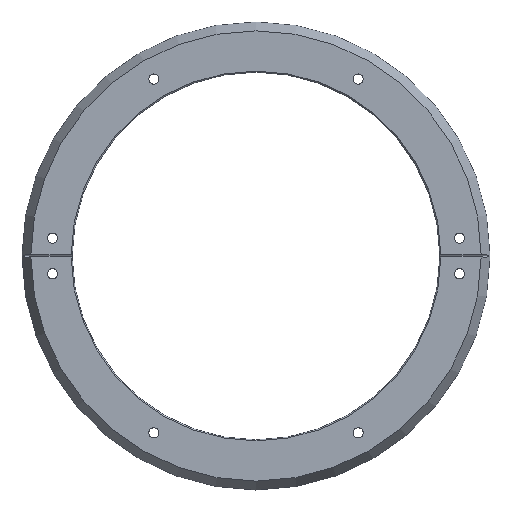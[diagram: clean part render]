
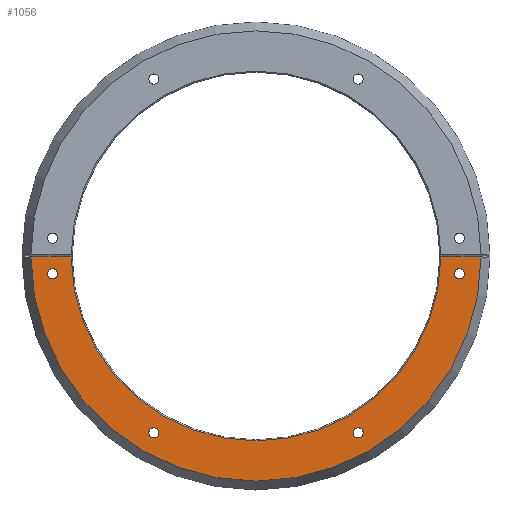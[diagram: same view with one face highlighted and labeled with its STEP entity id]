
A CAD part, top view. The second image highlights one B-rep face of the part: STEP entity #1056.
In plain terms, the highlighted planar face has unit normal (0, 0, 1).
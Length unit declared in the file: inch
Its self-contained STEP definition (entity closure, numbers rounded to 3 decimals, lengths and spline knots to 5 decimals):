
#11 = AXIS2_PLACEMENT_3D ( 'NONE', #1135, #994, #1374 ) ;
#17 = DIRECTION ( 'NONE',  ( 1., 0., 0. ) ) ;
#30 = DIRECTION ( 'NONE',  ( 1., 0., 0. ) ) ;
#34 = AXIS2_PLACEMENT_3D ( 'NONE', #1170, #1296, #571 ) ;
#51 = CARTESIAN_POINT ( 'NONE',  ( 3.28125, -5.41266, 0. ) ) ;
#69 = CARTESIAN_POINT ( 'NONE',  ( -5.65616, -0.03125, 0. ) ) ;
#76 = ORIENTED_EDGE ( 'NONE', *, *, #1554, .F. ) ;
#122 = VERTEX_POINT ( 'NONE', #69 ) ;
#128 = EDGE_LOOP ( 'NONE', ( #603, #178, #1422, #76 ) ) ;
#130 = CARTESIAN_POINT ( 'NONE',  ( -3.125, -5.41266, 0. ) ) ;
#140 = DIRECTION ( 'NONE',  ( 1., 0., 0. ) ) ;
#172 = AXIS2_PLACEMENT_3D ( 'NONE', #1084, #1318, #17 ) ;
#178 = ORIENTED_EDGE ( 'NONE', *, *, #1272, .F. ) ;
#254 = CARTESIAN_POINT ( 'NONE',  ( 0., 0., 0. ) ) ;
#257 = ORIENTED_EDGE ( 'NONE', *, *, #1049, .F. ) ;
#271 = AXIS2_PLACEMENT_3D ( 'NONE', #1377, #797, #448 ) ;
#277 = EDGE_CURVE ( 'NONE', #1544, #1506, #288, .T. ) ;
#288 = CIRCLE ( 'NONE', #524, 6.88865 ) ;
#297 = CARTESIAN_POINT ( 'NONE',  ( 2.96875, -5.41266, 0. ) ) ;
#298 = LINE ( 'NONE', #844, #1403 ) ;
#305 = CARTESIAN_POINT ( 'NONE',  ( 6.38247, -0.54472, 0. ) ) ;
#308 = DIRECTION ( 'NONE',  ( 1., 0., 0. ) ) ;
#312 = DIRECTION ( 'NONE',  ( 0., 0., 1. ) ) ;
#337 = CIRCLE ( 'NONE', #11, 0.15625 ) ;
#339 = DIRECTION ( 'NONE',  ( 1., 0., 0. ) ) ;
#365 = PLANE ( 'NONE',  #726 ) ;
#379 = CARTESIAN_POINT ( 'NONE',  ( 6.06997, -0.54472, 0. ) ) ;
#448 = DIRECTION ( 'NONE',  ( 1., 0., 0. ) ) ;
#464 = CARTESIAN_POINT ( 'NONE',  ( 0., 5.625, 0. ) ) ;
#472 = VERTEX_POINT ( 'NONE', #1368 ) ;
#481 = CARTESIAN_POINT ( 'NONE',  ( -3.28125, -5.41266, 0. ) ) ;
#491 = VERTEX_POINT ( 'NONE', #297 ) ;
#495 = EDGE_CURVE ( 'NONE', #777, #1434, #337, .T. ) ;
#513 = VERTEX_POINT ( 'NONE', #305 ) ;
#524 = AXIS2_PLACEMENT_3D ( 'NONE', #1314, #564, #339 ) ;
#540 = EDGE_CURVE ( 'NONE', #472, #676, #947, .T. ) ;
#544 = LINE ( 'NONE', #1495, #1498 ) ;
#564 = DIRECTION ( 'NONE',  ( 0., 0., 1. ) ) ;
#571 = DIRECTION ( 'NONE',  ( 1., 0., 0. ) ) ;
#572 = AXIS2_PLACEMENT_3D ( 'NONE', #890, #312, #771 ) ;
#577 = CARTESIAN_POINT ( 'NONE',  ( 6.22622, -0.54472, 0. ) ) ;
#585 = FACE_BOUND ( 'NONE', #901, .T. ) ;
#587 = AXIS2_PLACEMENT_3D ( 'NONE', #1521, #1022, #1502 ) ;
#603 = ORIENTED_EDGE ( 'NONE', *, *, #277, .T. ) ;
#627 = EDGE_CURVE ( 'NONE', #491, #1528, #1359, .T. ) ;
#676 = VERTEX_POINT ( 'NONE', #481 ) ;
#708 = FACE_BOUND ( 'NONE', #738, .T. ) ;
#714 = DIRECTION ( 'NONE',  ( -1., 0., 0. ) ) ;
#722 = ORIENTED_EDGE ( 'NONE', *, *, #495, .F. ) ;
#726 = AXIS2_PLACEMENT_3D ( 'NONE', #464, #1065, #1325 ) ;
#738 = EDGE_LOOP ( 'NONE', ( #1487, #965 ) ) ;
#768 = CARTESIAN_POINT ( 'NONE',  ( -6.06997, -0.54472, 0. ) ) ;
#771 = DIRECTION ( 'NONE',  ( 1., 0., 0. ) ) ;
#777 = VERTEX_POINT ( 'NONE', #768 ) ;
#783 = EDGE_LOOP ( 'NONE', ( #257, #1219 ) ) ;
#791 = EDGE_CURVE ( 'NONE', #676, #472, #1102, .T. ) ;
#797 = DIRECTION ( 'NONE',  ( 0., 0., 1. ) ) ;
#806 = DIRECTION ( 'NONE',  ( 1., 0., 0. ) ) ;
#844 = CARTESIAN_POINT ( 'NONE',  ( -7.16, -0.03125, 0. ) ) ;
#848 = AXIS2_PLACEMENT_3D ( 'NONE', #130, #1328, #140 ) ;
#890 = CARTESIAN_POINT ( 'NONE',  ( -3.125, -5.41266, 0. ) ) ;
#901 = EDGE_LOOP ( 'NONE', ( #1064, #1476 ) ) ;
#902 = AXIS2_PLACEMENT_3D ( 'NONE', #577, #1454, #806 ) ;
#947 = CIRCLE ( 'NONE', #572, 0.15625 ) ;
#956 = CARTESIAN_POINT ( 'NONE',  ( -6.38247, -0.54472, 0. ) ) ;
#965 = ORIENTED_EDGE ( 'NONE', *, *, #627, .F. ) ;
#994 = DIRECTION ( 'NONE',  ( 0., 0., 1. ) ) ;
#1022 = DIRECTION ( 'NONE',  ( 0., 0., 1. ) ) ;
#1049 = EDGE_CURVE ( 'NONE', #513, #1474, #1419, .T. ) ;
#1055 = FACE_BOUND ( 'NONE', #783, .T. ) ;
#1056 = ADVANCED_FACE ( 'NONE', ( #585, #708, #1055, #1435, #1543 ), #365, .F. ) ;
#1064 = ORIENTED_EDGE ( 'NONE', *, *, #540, .F. ) ;
#1065 = DIRECTION ( 'NONE',  ( 0., 0., -1. ) ) ;
#1076 = EDGE_CURVE ( 'NONE', #1434, #777, #1342, .T. ) ;
#1084 = CARTESIAN_POINT ( 'NONE',  ( -6.22622, -0.54472, 0. ) ) ;
#1102 = CIRCLE ( 'NONE', #848, 0.15625 ) ;
#1111 = AXIS2_PLACEMENT_3D ( 'NONE', #254, #1300, #714 ) ;
#1135 = CARTESIAN_POINT ( 'NONE',  ( -6.22622, -0.54472, 0. ) ) ;
#1166 = VERTEX_POINT ( 'NONE', #1488 ) ;
#1170 = CARTESIAN_POINT ( 'NONE',  ( 3.125, -5.41266, 0. ) ) ;
#1175 = ORIENTED_EDGE ( 'NONE', *, *, #1076, .F. ) ;
#1210 = EDGE_CURVE ( 'NONE', #1474, #513, #1220, .T. ) ;
#1219 = ORIENTED_EDGE ( 'NONE', *, *, #1210, .F. ) ;
#1220 = CIRCLE ( 'NONE', #271, 0.15625 ) ;
#1225 = CIRCLE ( 'NONE', #587, 0.15625 ) ;
#1272 = EDGE_CURVE ( 'NONE', #1166, #1506, #544, .T. ) ;
#1275 = EDGE_CURVE ( 'NONE', #1528, #491, #1225, .T. ) ;
#1296 = DIRECTION ( 'NONE',  ( 0., 0., 1. ) ) ;
#1300 = DIRECTION ( 'NONE',  ( 0., 0., -1. ) ) ;
#1314 = CARTESIAN_POINT ( 'NONE',  ( 0., 0., 0. ) ) ;
#1318 = DIRECTION ( 'NONE',  ( 0., 0., 1. ) ) ;
#1325 = DIRECTION ( 'NONE',  ( -1., 0., 0. ) ) ;
#1328 = DIRECTION ( 'NONE',  ( 0., 0., 1. ) ) ;
#1338 = CARTESIAN_POINT ( 'NONE',  ( 6.88857, -0.03125, 0. ) ) ;
#1342 = CIRCLE ( 'NONE', #172, 0.15625 ) ;
#1359 = CIRCLE ( 'NONE', #34, 0.15625 ) ;
#1368 = CARTESIAN_POINT ( 'NONE',  ( -2.96875, -5.41266, 0. ) ) ;
#1369 = CARTESIAN_POINT ( 'NONE',  ( -6.88857, -0.03125, 0. ) ) ;
#1374 = DIRECTION ( 'NONE',  ( 1., 0., 0. ) ) ;
#1377 = CARTESIAN_POINT ( 'NONE',  ( 6.22622, -0.54472, 0. ) ) ;
#1403 = VECTOR ( 'NONE', #30, 39.37008 ) ;
#1419 = CIRCLE ( 'NONE', #902, 0.15625 ) ;
#1422 = ORIENTED_EDGE ( 'NONE', *, *, #1464, .T. ) ;
#1427 = EDGE_LOOP ( 'NONE', ( #722, #1175 ) ) ;
#1434 = VERTEX_POINT ( 'NONE', #956 ) ;
#1435 = FACE_BOUND ( 'NONE', #1427, .T. ) ;
#1454 = DIRECTION ( 'NONE',  ( 0., 0., 1. ) ) ;
#1464 = EDGE_CURVE ( 'NONE', #1166, #122, #1489, .T. ) ;
#1474 = VERTEX_POINT ( 'NONE', #379 ) ;
#1476 = ORIENTED_EDGE ( 'NONE', *, *, #791, .F. ) ;
#1487 = ORIENTED_EDGE ( 'NONE', *, *, #1275, .F. ) ;
#1488 = CARTESIAN_POINT ( 'NONE',  ( 5.65616, -0.03125, 0. ) ) ;
#1489 = CIRCLE ( 'NONE', #1111, 5.65625 ) ;
#1495 = CARTESIAN_POINT ( 'NONE',  ( -7.16, -0.03125, 0. ) ) ;
#1498 = VECTOR ( 'NONE', #308, 39.37008 ) ;
#1502 = DIRECTION ( 'NONE',  ( 1., 0., 0. ) ) ;
#1506 = VERTEX_POINT ( 'NONE', #1338 ) ;
#1521 = CARTESIAN_POINT ( 'NONE',  ( 3.125, -5.41266, 0. ) ) ;
#1528 = VERTEX_POINT ( 'NONE', #51 ) ;
#1543 = FACE_OUTER_BOUND ( 'NONE', #128, .T. ) ;
#1544 = VERTEX_POINT ( 'NONE', #1369 ) ;
#1554 = EDGE_CURVE ( 'NONE', #1544, #122, #298, .T. ) ;
